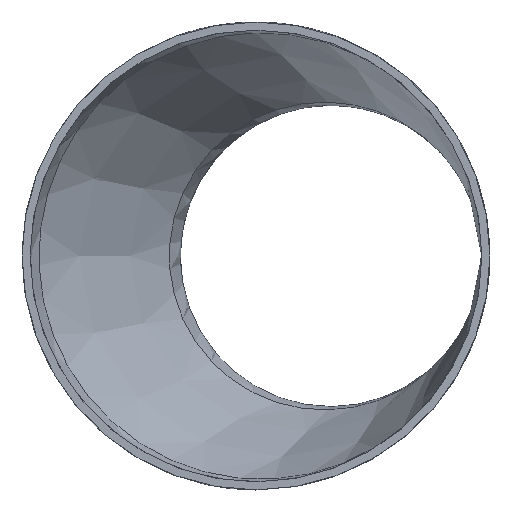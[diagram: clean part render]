
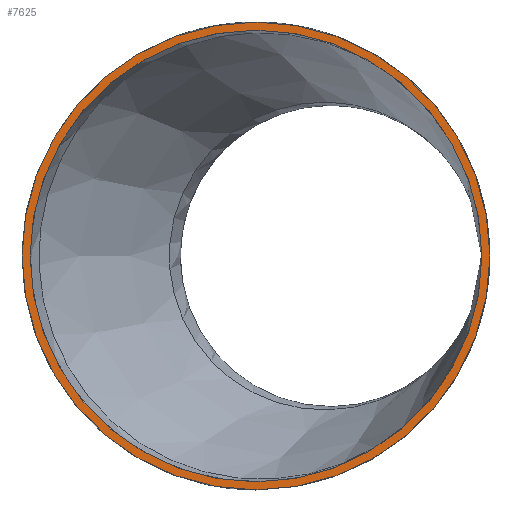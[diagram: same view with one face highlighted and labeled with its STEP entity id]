
A CAD part, left-side view. The second image highlights one B-rep face of the part: STEP entity #7625.
In plain terms, the highlighted planar face has unit normal (-1, 0, 0).
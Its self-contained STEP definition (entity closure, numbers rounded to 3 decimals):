
#375 = CIRCLE ( 'NONE', #14272, 81.25 ) ;
#1013 = CARTESIAN_POINT ( 'NONE',  ( 0., 0., 0. ) ) ;
#1270 = EDGE_CURVE ( 'NONE', #13928, #13928, #375, .T. ) ;
#1664 = DIRECTION ( 'NONE',  ( 0., 0., 1. ) ) ;
#2327 = DIRECTION ( 'NONE',  ( 0., 0., 1. ) ) ;
#5803 = EDGE_LOOP ( 'NONE', ( #8392 ) ) ;
#6050 = AXIS2_PLACEMENT_3D ( 'NONE', #9145, #15366, #1664 ) ;
#7625 = ADVANCED_FACE ( 'NONE', ( #10363, #10962 ), #12110, .T. ) ;
#7947 = CARTESIAN_POINT ( 'NONE',  ( 0., 0., 0. ) ) ;
#8392 = ORIENTED_EDGE ( 'NONE', *, *, #1270, .F. ) ;
#9145 = CARTESIAN_POINT ( 'NONE',  ( 0., 0., 0. ) ) ;
#9436 = AXIS2_PLACEMENT_3D ( 'NONE', #1013, #16009, #2327 ) ;
#9824 = CARTESIAN_POINT ( 'NONE',  ( 0., 0., 81.25 ) ) ;
#10253 = ORIENTED_EDGE ( 'NONE', *, *, #11938, .T. ) ;
#10363 = FACE_BOUND ( 'NONE', #5803, .T. ) ;
#10962 = FACE_OUTER_BOUND ( 'NONE', #11411, .T. ) ;
#11411 = EDGE_LOOP ( 'NONE', ( #10253 ) ) ;
#11938 = EDGE_CURVE ( 'NONE', #14319, #14319, #15612, .T. ) ;
#11974 = DIRECTION ( 'NONE',  ( 0., 0., 1. ) ) ;
#12110 = PLANE ( 'NONE',  #9436 ) ;
#13593 = CARTESIAN_POINT ( 'NONE',  ( 0., 0., 84.15 ) ) ;
#13928 = VERTEX_POINT ( 'NONE', #9824 ) ;
#14116 = DIRECTION ( 'NONE',  ( -1., 0., 0. ) ) ;
#14272 = AXIS2_PLACEMENT_3D ( 'NONE', #7947, #14116, #11974 ) ;
#14319 = VERTEX_POINT ( 'NONE', #13593 ) ;
#15366 = DIRECTION ( 'NONE',  ( -1., 0., 0. ) ) ;
#15612 = CIRCLE ( 'NONE', #6050, 84.15 ) ;
#16009 = DIRECTION ( 'NONE',  ( -1., 0., 0. ) ) ;
